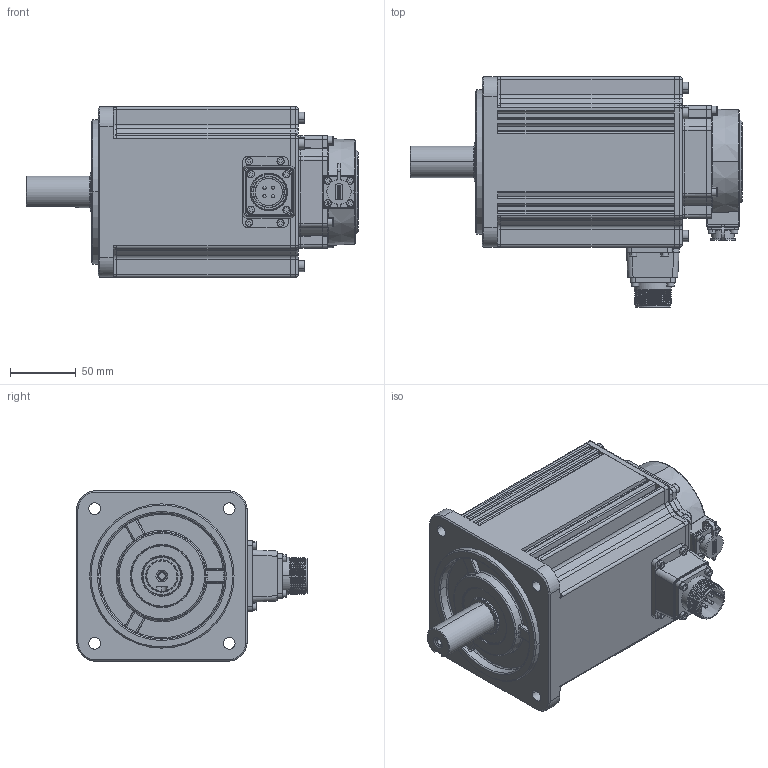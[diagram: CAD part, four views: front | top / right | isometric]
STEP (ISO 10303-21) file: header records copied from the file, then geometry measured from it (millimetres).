
FILE_DESCRIPTION (( 'STEP AP203' ), '1' );
FILE_NAME ('MS6G-130TL15B2-22P3.STEP', '2023-03-08T03:04:21', ( '' ), ( '' ), 'SwSTEP 2.0', 'SolidWorks 2016', '' );
FILE_SCHEMA (( 'CONFIG_CONTROL_DESIGN' ));
Length unit declared in the file: millimetre
Products named in the file (1): MS6G-130TL15B2-22P3
Bounding box: 253 x 175.9 x 130 mm (x, y, z)
Surface area: 165953.9 mm2 (no closed solid volume)
Topology: 0 solids, 44 shells, 906 faces, 3097 edges, 2199 vertices
Faces by surface type: plane 373, cylinder 308, torus 92, bspline 67, cone 63, sphere 3
Entity records: 47885 total; most frequent: CARTESIAN_POINT 22446, ORIENTED_EDGE 5118, DIRECTION 4931, EDGE_CURVE 3075, VERTEX_POINT 2196, AXIS2_PLACEMENT_3D 1766, LINE 1399, VECTOR 1399
